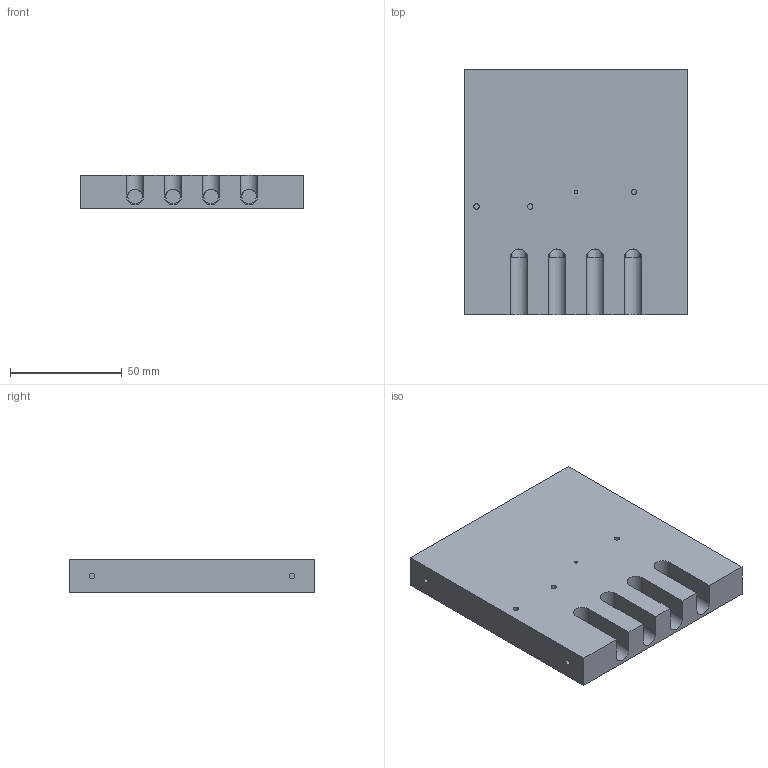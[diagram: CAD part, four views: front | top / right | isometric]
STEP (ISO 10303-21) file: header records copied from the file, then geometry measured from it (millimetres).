
FILE_DESCRIPTION(/* description */ (''),/* implementation_level */ '2;1');
FILE_NAME(/* name */ 'heaterBlock.step',/* time_stamp */ '2022-09-30T14:31:45+02:00',/* author */ (''),/* organization */ (''),/* preprocessor_version */ 'ST-DEVELOPER v19',/* originating_system */ 'Autodesk Translation Framework v11.7.0.108',/* authorisation */ '');
FILE_SCHEMA (('AUTOMOTIVE_DESIGN { 1 0 10303 214 3 1 1 }'));
Length unit declared in the file: millimetre
Products named in the file (1): Baseplate
Bounding box: 100 x 110 x 15 mm (x, y, z)
Volume: 146125.7 mm3; surface area: 35990 mm2
Topology: 1 solids, 1 shells, 69 faces, 154 edges, 96 vertices
Faces by surface type: plane 47, cylinder 22
Full cylindrical faces by diameter (mm): 1.5 x1, 2.4 x7, 5.5 x2, 6.5 x4
Entity records: 2054 total; most frequent: CARTESIAN_POINT 437, DIRECTION 344, ORIENTED_EDGE 308, EDGE_CURVE 154, AXIS2_PLACEMENT_3D 125, VERTEX_POINT 96, LINE 94, VECTOR 94
